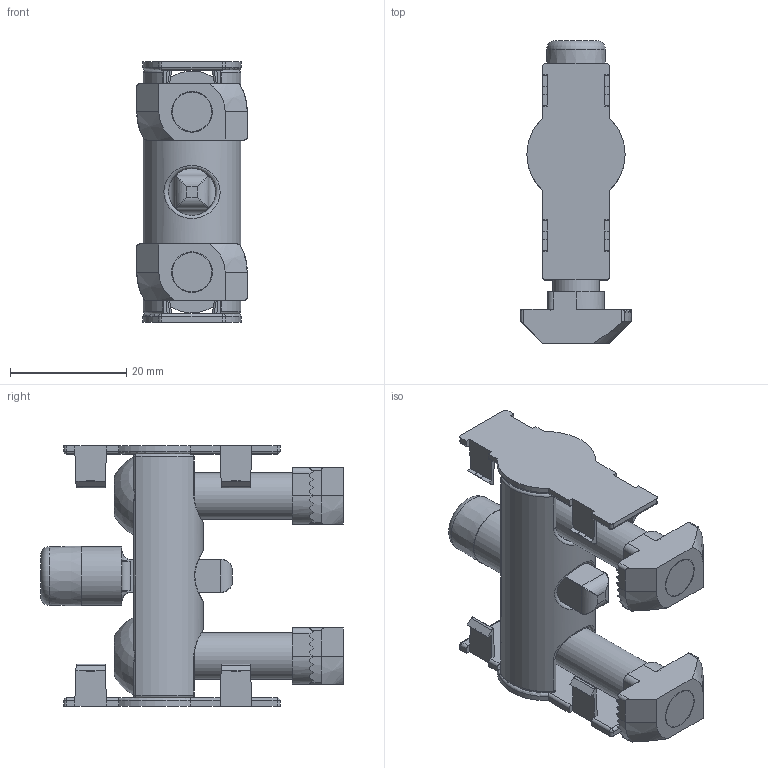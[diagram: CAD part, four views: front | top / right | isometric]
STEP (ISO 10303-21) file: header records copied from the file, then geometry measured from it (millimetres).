
FILE_DESCRIPTION (( 'STEP AP214' ), '1' );
FILE_NAME ('099c451.STEP', '2015-06-12T09:15:34', ( 'Admin' ), ( 'Hewlett-Packard Company' ), 'SwSTEP 2.0', 'SolidWorks 2014', '' );
FILE_SCHEMA (( 'AUTOMOTIVE_DESIGN' ));
Length unit declared in the file: millimetre
Products named in the file (6): 099c451r01_Standard; kt20002002_kt 20002 002; lens head screw DIN 7380 M8x35 -10.9_ISO 7380 - M4 x 8 --- 8N; 099c451; kt20002006_099CA17; 096h10430_096 h 10 8 30
Assembly tree (8 placements, depth 2):
  099c451
    099c451r01_Standard
    lens head screw DIN 7380 M8x35 -10.9_ISO 7380 - M4 x 8 --- 8N  x2
    096h10430_096 h 10 8 30  x2
    kt20002002_kt 20002 002
    kt20002006_099CA17  x2
Bounding box: 19 x 52.1 x 44.8 mm (x, y, z)
Volume: 13369.9 mm3; surface area: 10605.8 mm2
Topology: 8 solids, 8 shells, 567 faces, 1438 edges, 872 vertices
Faces by surface type: plane 300, cylinder 175, sphere 38, bspline 27, torus 20, cone 7
Full cylindrical faces by diameter (mm): 6.8 x2, 8 x2, 8.1 x1, 10.1 x1, 14 x2
Entity records: 11756 total; most frequent: CARTESIAN_POINT 3759, ORIENTED_EDGE 1654, DIRECTION 1566, EDGE_CURVE 827, AXIS2_PLACEMENT_3D 541, VERTEX_POINT 507, LINE 484, VECTOR 484
